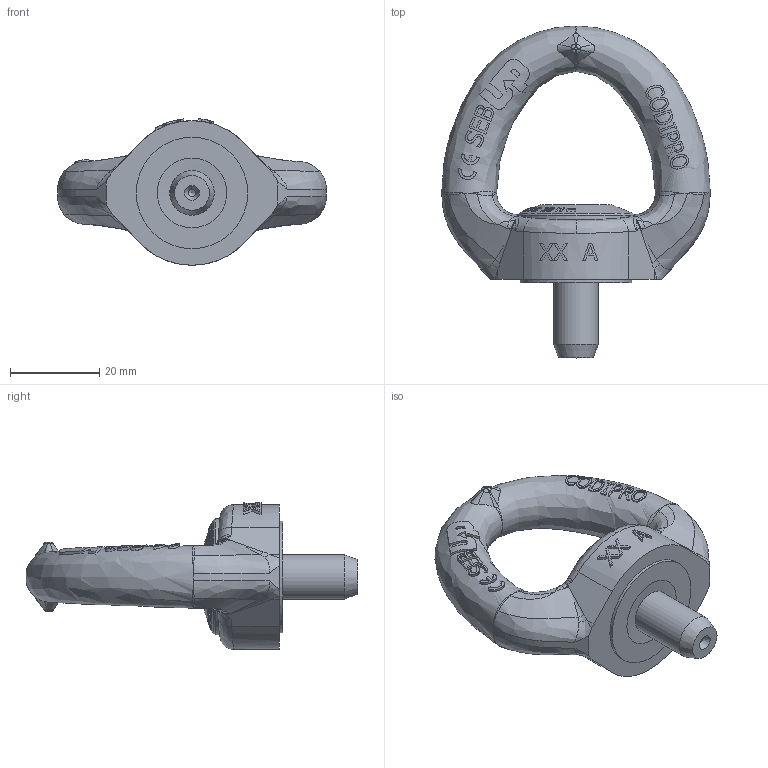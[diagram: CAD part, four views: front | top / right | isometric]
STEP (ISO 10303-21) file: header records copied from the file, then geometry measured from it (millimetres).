
FILE_DESCRIPTION(/* description */ (''),/* implementation_level */ '2;1');
FILE_NAME(/* name */ 'SEB M10 UP.stp',/* time_stamp */ '2017-09-21T15:54:47+02:00',/* author */ ('rklenes'),/* organization */ (''),/* preprocessor_version */ 'ST-DEVELOPER v16.5',/* originating_system */ 'Autodesk Inventor 2017',/* authorisation */ '');
FILE_SCHEMA (('AUTOMOTIVE_DESIGN { 1 0 10303 214 3 1 1 }'));
Length unit declared in the file: millimetre
Products named in the file (4): SEB M10 UP; SEM_1; SEE_M10A; SEA_M10X29_UP
Assembly tree (3 placements, depth 2):
  SEB M10 UP
    SEM_1
    SEE_M10A
    SEA_M10X29_UP
Bounding box: 60.2 x 74.4 x 32.83 mm (x, y, z)
Volume: 28849.3 mm3; surface area: 11988.4 mm2
Topology: 3 solids, 3 shells, 691 faces, 1864 edges, 1186 vertices
Faces by surface type: bspline 319, plane 290, cone 41, cylinder 39, torus 2
Full cylindrical faces by diameter (mm): 1.6 x1, 10 x3, 10.2 x1, 15.6 x3, 25 x2, 26 x2
Entity records: 31411 total; most frequent: CARTESIAN_POINT 16503, ORIENTED_EDGE 3570, DIRECTION 2225, EDGE_CURVE 1785, VERTEX_POINT 1178, AXIS2_PLACEMENT_3D 820, EDGE_LOOP 775, FACE_OUTER_BOUND 691
